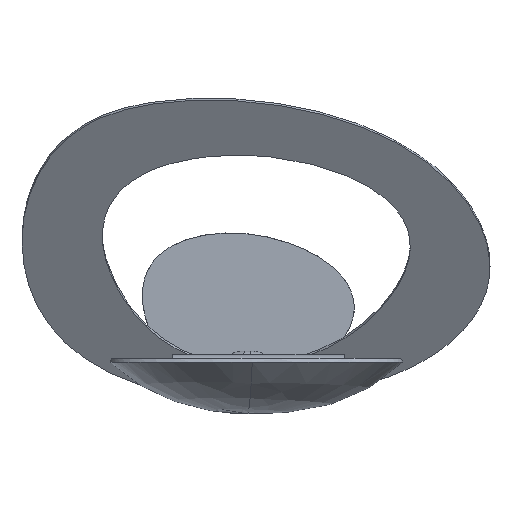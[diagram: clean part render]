
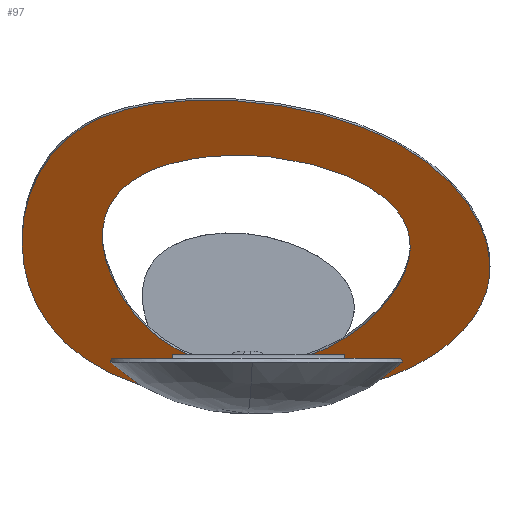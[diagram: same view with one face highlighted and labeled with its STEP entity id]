
A CAD part, front view. The second image highlights one B-rep face of the part: STEP entity #97.
In plain terms, the highlighted free-form (B-spline) face has degree [1, 1] with [2, 2] control points.
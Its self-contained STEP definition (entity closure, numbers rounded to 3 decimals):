
#16=FACE_BOUND('',#235,.T.);
#32=B_SPLINE_SURFACE_WITH_KNOTS('',1,1,((#3111,#3112),(#3113,#3114)),.UNSPECIFIED.,
.F.,.F.,.F.,(2,2),(2,2),(-248.316,32.106),(-167.363,
211.058),.UNSPECIFIED.);
#97=ADVANCED_FACE('',(#165,#16),#32,.T.);
#165=FACE_OUTER_BOUND('',#234,.T.);
#234=EDGE_LOOP('',(#406,#407));
#235=EDGE_LOOP('',(#408,#409,#410,#411,#412,#413,#414,#415,#416,#417,#418));
#406=ORIENTED_EDGE('',*,*,#799,.F.);
#407=ORIENTED_EDGE('',*,*,#800,.F.);
#408=ORIENTED_EDGE('',*,*,#803,.F.);
#409=ORIENTED_EDGE('',*,*,#804,.F.);
#410=ORIENTED_EDGE('',*,*,#798,.T.);
#411=ORIENTED_EDGE('',*,*,#797,.T.);
#412=ORIENTED_EDGE('',*,*,#796,.T.);
#413=ORIENTED_EDGE('',*,*,#795,.T.);
#414=ORIENTED_EDGE('',*,*,#794,.T.);
#415=ORIENTED_EDGE('',*,*,#793,.T.);
#416=ORIENTED_EDGE('',*,*,#792,.T.);
#417=ORIENTED_EDGE('',*,*,#801,.T.);
#418=ORIENTED_EDGE('',*,*,#802,.T.);
#792=EDGE_CURVE('',#1053,#1052,#1297,.T.);
#793=EDGE_CURVE('',#1054,#1053,#1298,.T.);
#794=EDGE_CURVE('',#1055,#1054,#1299,.T.);
#795=EDGE_CURVE('',#1056,#1055,#1300,.T.);
#796=EDGE_CURVE('',#1057,#1056,#1301,.T.);
#797=EDGE_CURVE('',#1058,#1057,#1302,.T.);
#798=EDGE_CURVE('',#1059,#1058,#1458,.T.);
#799=EDGE_CURVE('',#1060,#1061,#1303,.T.);
#800=EDGE_CURVE('',#1061,#1060,#1304,.T.);
#801=EDGE_CURVE('',#1052,#1062,#1459,.T.);
#802=EDGE_CURVE('',#1062,#1063,#1305,.T.);
#803=EDGE_CURVE('',#1064,#1063,#1306,.T.);
#804=EDGE_CURVE('',#1059,#1064,#1307,.T.);
#1052=VERTEX_POINT('',#6534);
#1053=VERTEX_POINT('',#6535);
#1054=VERTEX_POINT('',#6536);
#1055=VERTEX_POINT('',#6537);
#1056=VERTEX_POINT('',#6538);
#1057=VERTEX_POINT('',#6539);
#1058=VERTEX_POINT('',#6540);
#1059=VERTEX_POINT('',#6541);
#1060=VERTEX_POINT('',#6542);
#1061=VERTEX_POINT('',#6543);
#1062=VERTEX_POINT('',#6544);
#1063=VERTEX_POINT('',#6545);
#1064=VERTEX_POINT('',#6546);
#1297=B_SPLINE_CURVE_WITH_KNOTS('',3,(#2522,#2523,#2524,#2525,#2526,#2527,
#2528,#2529,#2530,#2531,#2532,#2533),.UNSPECIFIED.,.F.,.F.,(4,1,1,1,1,1,
1,1,1,4),(-1.,-0.932,-0.863,-0.726,-0.589,
-0.452,-0.315,-0.178,-0.041,
-0.007),.UNSPECIFIED.);
#1298=B_SPLINE_CURVE_WITH_KNOTS('',3,(#2534,#2535,#2536,#2537),.UNSPECIFIED.,
.F.,.F.,(4,4),(-1.,0.),.UNSPECIFIED.);
#1299=B_SPLINE_CURVE_WITH_KNOTS('',3,(#2538,#2539,#2540,#2541),.UNSPECIFIED.,
.F.,.F.,(4,4),(-1.,0.),.UNSPECIFIED.);
#1300=B_SPLINE_CURVE_WITH_KNOTS('',3,(#2542,#2543,#2544,#2545),.UNSPECIFIED.,
.F.,.F.,(4,4),(-1.,0.),.UNSPECIFIED.);
#1301=B_SPLINE_CURVE_WITH_KNOTS('',3,(#2546,#2547,#2548,#2549),.UNSPECIFIED.,
.F.,.F.,(4,4),(-1.,0.),.UNSPECIFIED.);
#1302=B_SPLINE_CURVE_WITH_KNOTS('',3,(#2550,#2551,#2552,#2553,#2554,#2555,
#2556,#2557,#2558,#2559,#2560),.UNSPECIFIED.,.F.,.F.,(4,1,1,1,1,1,1,1,4),
(-0.992,-0.965,-0.827,-0.69,
-0.552,-0.414,-0.276,-0.138,
0.),.UNSPECIFIED.);
#1303=B_SPLINE_CURVE_WITH_KNOTS('',3,(#2566,#2567,#2568,#2569,#2570,#2571,
#2572),.UNSPECIFIED.,.F.,.F.,(4,1,1,1,4),(0.,0.055,0.167,0.333,
0.5),.UNSPECIFIED.);
#1304=B_SPLINE_CURVE_WITH_KNOTS('',3,(#2573,#2574,#2575,#2576,#2577,#2578),
.UNSPECIFIED.,.F.,.F.,(4,1,1,4),(0.5,0.667,0.833,
1.),.UNSPECIFIED.);
#1305=B_SPLINE_CURVE_WITH_KNOTS('',1,(#2584,#2585),.UNSPECIFIED.,.F.,.F.,
(2,2),(-1.385,0.),.UNSPECIFIED.);
#1306=B_SPLINE_CURVE_WITH_KNOTS('',1,(#2586,#2587),.UNSPECIFIED.,.F.,.F.,
(2,2),(0.,30.),.UNSPECIFIED.);
#1307=B_SPLINE_CURVE_WITH_KNOTS('',1,(#2588,#2589),.UNSPECIFIED.,.F.,.F.,
(2,2),(0.,1.274),.UNSPECIFIED.);
#1458=(
BOUNDED_CURVE()
B_SPLINE_CURVE(2,(#2561,#2562,#2563,#2564,#2565),.UNSPECIFIED.,.F.,.F.)
B_SPLINE_CURVE_WITH_KNOTS((3,2,3),(0.,0.86,1.72),
.UNSPECIFIED.)
CURVE()
GEOMETRIC_REPRESENTATION_ITEM()
RATIONAL_B_SPLINE_CURVE((1.,0.909,1.,0.909,1.))
REPRESENTATION_ITEM('')
);
#1459=(
BOUNDED_CURVE()
B_SPLINE_CURVE(2,(#2579,#2580,#2581,#2582,#2583),.UNSPECIFIED.,.F.,.F.)
B_SPLINE_CURVE_WITH_KNOTS((3,2,3),(0.,0.853,1.706),
.UNSPECIFIED.)
CURVE()
GEOMETRIC_REPRESENTATION_ITEM()
RATIONAL_B_SPLINE_CURVE((1.,0.91,1.,0.91,1.))
REPRESENTATION_ITEM('')
);
#2522=CARTESIAN_POINT('',(127.812,47.198,81.012));
#2523=CARTESIAN_POINT('',(127.07,49.025,77.848));
#2524=CARTESIAN_POINT('',(125.029,52.581,71.689));
#2525=CARTESIAN_POINT('',(119.338,59.278,60.09));
#2526=CARTESIAN_POINT('',(109.931,66.938,46.822));
#2527=CARTESIAN_POINT('',(96.082,75.108,32.672));
#2528=CARTESIAN_POINT('',(79.968,82.175,20.43));
#2529=CARTESIAN_POINT('',(61.942,87.978,10.38));
#2530=CARTESIAN_POINT('',(42.358,92.368,2.777));
#2531=CARTESIAN_POINT('',(26.768,94.476,-0.875));
#2532=CARTESIAN_POINT('',(17.91,95.178,-2.091));
#2533=CARTESIAN_POINT('',(16.135,95.299,-2.3));
#2534=CARTESIAN_POINT('',(18.276,-0.133,162.993));
#2535=CARTESIAN_POINT('',(71.037,2.909,157.723));
#2536=CARTESIAN_POINT('',(139.489,18.459,130.79));
#2537=CARTESIAN_POINT('',(127.812,47.198,81.012));
#2538=CARTESIAN_POINT('',(0.33,-0.797,164.142));
#2539=CARTESIAN_POINT('',(6.328,-0.697,163.97));
#2540=CARTESIAN_POINT('',(12.316,-0.477,163.588));
#2541=CARTESIAN_POINT('',(18.276,-0.133,162.993));
#2542=CARTESIAN_POINT('',(-16.665,-0.743,164.049));
#2543=CARTESIAN_POINT('',(-10.996,-0.874,164.277));
#2544=CARTESIAN_POINT('',(-5.328,-0.89,164.304));
#2545=CARTESIAN_POINT('',(0.33,-0.797,164.142));
#2546=CARTESIAN_POINT('',(-112.12,47.31,80.819));
#2547=CARTESIAN_POINT('',(-126.124,18.511,130.7));
#2548=CARTESIAN_POINT('',(-87.743,0.901,161.201));
#2549=CARTESIAN_POINT('',(-16.665,-0.743,164.049));
#2550=CARTESIAN_POINT('',(-16.149,95.242,-2.202));
#2551=CARTESIAN_POINT('',(-17.435,95.145,-2.034));
#2552=CARTESIAN_POINT('',(-25.337,94.475,-0.873));
#2553=CARTESIAN_POINT('',(-39.571,92.395,2.73));
#2554=CARTESIAN_POINT('',(-57.514,87.707,10.85));
#2555=CARTESIAN_POINT('',(-73.321,81.457,21.675));
#2556=CARTESIAN_POINT('',(-86.686,74.012,34.57));
#2557=CARTESIAN_POINT('',(-97.617,65.727,48.92));
#2558=CARTESIAN_POINT('',(-106.331,56.845,64.303));
#2559=CARTESIAN_POINT('',(-110.544,50.551,75.205));
#2560=CARTESIAN_POINT('',(-112.12,47.31,80.819));
#2561=CARTESIAN_POINT('',(-15.,94.748,-1.346));
#2562=CARTESIAN_POINT('',(-15.,94.977,-1.743));
#2563=CARTESIAN_POINT('',(-15.348,95.127,-2.002));
#2564=CARTESIAN_POINT('',(-15.695,95.276,-2.261));
#2565=CARTESIAN_POINT('',(-16.149,95.242,-2.202));
#2566=CARTESIAN_POINT('',(-115.394,-18.171,194.236));
#2567=CARTESIAN_POINT('',(-96.243,-22.844,202.329));
#2568=CARTESIAN_POINT('',(-23.415,-30.009,214.739));
#2569=CARTESIAN_POINT('',(136.518,-14.3,187.531));
#2570=CARTESIAN_POINT('',(224.259,52.54,71.761));
#2571=CARTESIAN_POINT('',(162.232,89.781,7.257));
#2572=CARTESIAN_POINT('',(112.023,100.61,-11.5));
#2573=CARTESIAN_POINT('',(112.023,100.61,-11.5));
#2574=CARTESIAN_POINT('',(61.815,111.439,-30.256));
#2575=CARTESIAN_POINT('',(-76.991,117.515,-40.78));
#2576=CARTESIAN_POINT('',(-201.41,67.321,46.159));
#2577=CARTESIAN_POINT('',(-173.637,-3.96,169.621));
#2578=CARTESIAN_POINT('',(-115.394,-18.171,194.236));
#2579=CARTESIAN_POINT('',(16.135,95.299,-2.3));
#2580=CARTESIAN_POINT('',(15.685,95.33,-2.353));
#2581=CARTESIAN_POINT('',(15.342,95.18,-2.095));
#2582=CARTESIAN_POINT('',(15.,95.031,-1.836));
#2583=CARTESIAN_POINT('',(15.,94.803,-1.442));
#2584=CARTESIAN_POINT('',(15.,94.803,-1.442));
#2585=CARTESIAN_POINT('',(15.,94.111,-0.242));
#2586=CARTESIAN_POINT('',(-15.,94.111,-0.242));
#2587=CARTESIAN_POINT('',(15.,94.111,-0.242));
#2588=CARTESIAN_POINT('',(-15.,94.748,-1.346));
#2589=CARTESIAN_POINT('',(-15.,94.111,-0.242));
#3111=CARTESIAN_POINT('',(-182.363,-27.557,210.492));
#3112=CARTESIAN_POINT('',(196.058,-27.557,210.492));
#3113=CARTESIAN_POINT('',(-182.363,112.654,-32.361));
#3114=CARTESIAN_POINT('',(196.058,112.654,-32.361));
#6534=CARTESIAN_POINT('',(16.135,95.299,-2.3));
#6535=CARTESIAN_POINT('',(127.812,47.198,81.012));
#6536=CARTESIAN_POINT('',(18.276,-0.133,162.993));
#6537=CARTESIAN_POINT('',(0.33,-0.797,164.142));
#6538=CARTESIAN_POINT('',(-16.665,-0.743,164.049));
#6539=CARTESIAN_POINT('',(-112.12,47.31,80.819));
#6540=CARTESIAN_POINT('',(-16.149,95.242,-2.202));
#6541=CARTESIAN_POINT('',(-15.,94.748,-1.346));
#6542=CARTESIAN_POINT('',(-115.394,-18.171,194.236));
#6543=CARTESIAN_POINT('',(112.023,100.61,-11.5));
#6544=CARTESIAN_POINT('',(15.,94.803,-1.442));
#6545=CARTESIAN_POINT('',(15.,94.111,-0.242));
#6546=CARTESIAN_POINT('',(-15.,94.111,-0.242));
